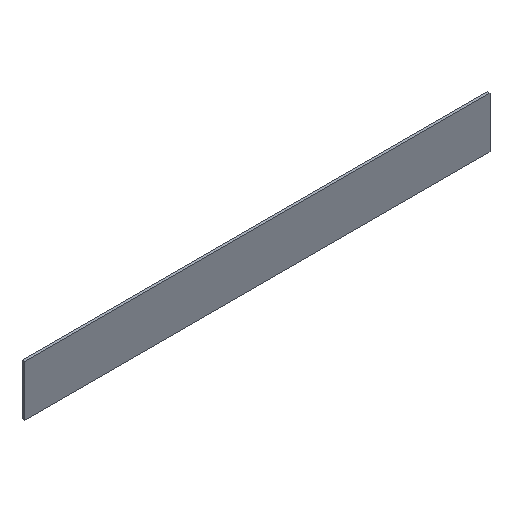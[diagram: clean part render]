
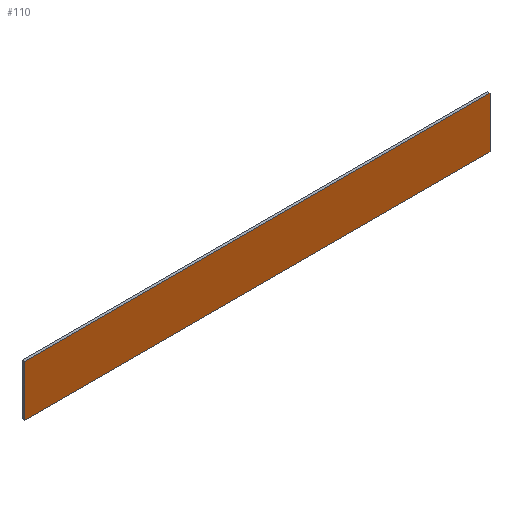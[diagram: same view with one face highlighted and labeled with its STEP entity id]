
A CAD part, isometric view. The second image highlights one B-rep face of the part: STEP entity #110.
In plain terms, the highlighted planar face has unit normal (0, -1, 0).
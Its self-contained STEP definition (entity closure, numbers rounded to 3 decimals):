
#36=ORIENTED_EDGE('',*,*,#46,.F.);
#37=ORIENTED_EDGE('',*,*,#55,.F.);
#38=ORIENTED_EDGE('',*,*,#52,.F.);
#39=ORIENTED_EDGE('',*,*,#49,.F.);
#46=EDGE_CURVE('',#58,#59,#66,.T.);
#49=EDGE_CURVE('',#59,#61,#69,.T.);
#52=EDGE_CURVE('',#61,#63,#72,.T.);
#55=EDGE_CURVE('',#63,#58,#75,.T.);
#58=VERTEX_POINT('',#163);
#59=VERTEX_POINT('',#165);
#61=VERTEX_POINT('',#171);
#63=VERTEX_POINT('',#177);
#66=LINE('',#164,#78);
#69=LINE('',#170,#81);
#72=LINE('',#176,#84);
#75=LINE('',#181,#87);
#78=VECTOR('',#137,1000.);
#81=VECTOR('',#142,1000.);
#84=VECTOR('',#147,1000.);
#87=VECTOR('',#152,1000.);
#92=EDGE_LOOP('',(#36,#37,#38,#39));
#98=FACE_BOUND('',#92,.T.);
#104=PLANE('',#129);
#110=ADVANCED_FACE('',(#98),#104,.F.);
#129=AXIS2_PLACEMENT_3D('',#182,#153,#154);
#137=DIRECTION('',(0.,0.,1.));
#142=DIRECTION('',(1.,0.,0.));
#147=DIRECTION('',(0.,0.,-1.));
#152=DIRECTION('',(-1.,0.,0.));
#153=DIRECTION('',(0.,1.,0.));
#154=DIRECTION('',(0.,0.,1.));
#163=CARTESIAN_POINT('',(-242.5,-3.,-26.565));
#164=CARTESIAN_POINT('',(-242.5,-3.,-26.565));
#165=CARTESIAN_POINT('',(-242.5,-3.,26.565));
#170=CARTESIAN_POINT('',(-242.5,-3.,26.565));
#171=CARTESIAN_POINT('',(242.5,-3.,26.565));
#176=CARTESIAN_POINT('',(242.5,-3.,26.565));
#177=CARTESIAN_POINT('',(242.5,-3.,-26.565));
#181=CARTESIAN_POINT('',(242.5,-3.,-26.565));
#182=CARTESIAN_POINT('',(0.,-3.,0.));
